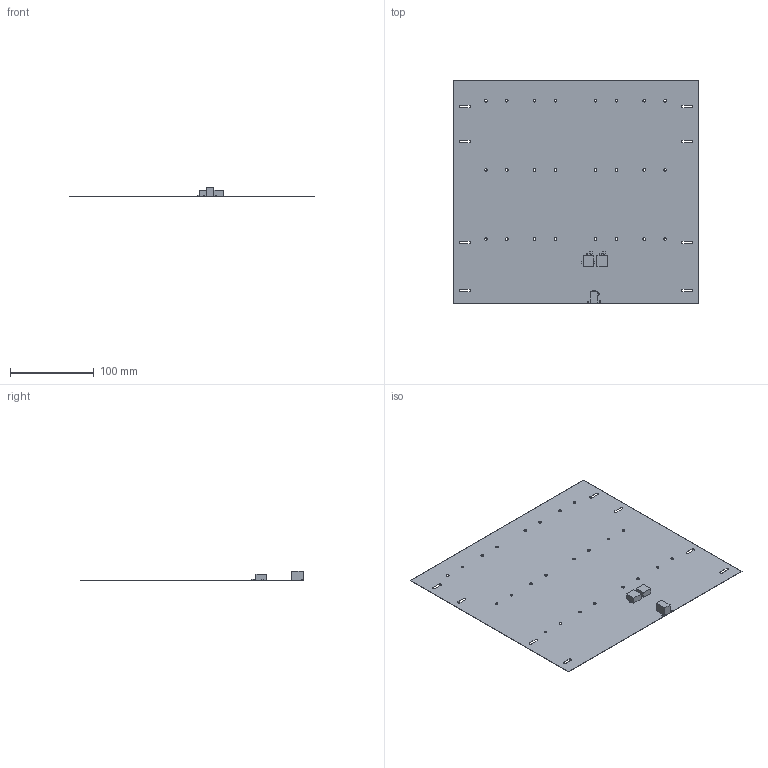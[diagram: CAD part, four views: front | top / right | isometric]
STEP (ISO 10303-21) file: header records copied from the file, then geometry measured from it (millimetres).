
FILE_DESCRIPTION(('Open CASCADE Model'),'2;1');
FILE_NAME('Open CASCADE Shape Model','2014-11-11T19:35:29',('Author'),( 'Open CASCADE'),'Open CASCADE STEP processor 6.5','Open CASCADE 6.5' ,'Unknown');
FILE_SCHEMA(('AUTOMOTIVE_DESIGN { 1 0 10303 214 1 1 1 1 }'));
Length unit declared in the file: millimetre
Products named in the file (31): PCB; Board; U2; 581224208; Extruded; U1; R6; 581224848; R5; R3; R1; P1; 581221776; C6; 581224592; C5; 581224464; C4; 581224336; C3; C2; C1; R7; R2; D2; D1
Assembly tree (41 placements, depth 4):
  PCB
    Board
    U2
      581224208
        Extruded
    U1
      581224208
        Extruded
    R6
      581224848
        Extruded
    R5
      581224848
        Extruded
    R3
      581224848
        Extruded
    R1
      581224848
        Extruded
    P1
      581221776
        Extruded
    C6
      581224592
        Extruded
    C5
      581224464
        Extruded
    C4
      581224336
        Extruded
    C3
      581224592
        Extruded
    C2
      581224464
        Extruded
    C1
      581224336
        Extruded
    R7
      581224848
        Extruded
    R2
      581224848
        Extruded
    D2
      581224848
        Extruded
    D1
      581224848
        Extruded
Bounding box: 293.37 x 266.7 x 11.41 mm (x, y, z)
Volume: 35552.3 mm3; surface area: 158343.4 mm2
Topology: 18 solids, 18 shells, 177 faces, 423 edges, 282 vertices
Faces by surface type: plane 131, cylinder 46
Full cylindrical faces by diameter (mm): 3.175 x24
Entity records: 8334 total; most frequent: CARTESIAN_POINT 1772, DIRECTION 1179, LINE 689, VECTOR 689, ORIENTED_EDGE 582, PCURVE 582, DEFINITIONAL_REPRESENTATION 582, EDGE_CURVE 291
